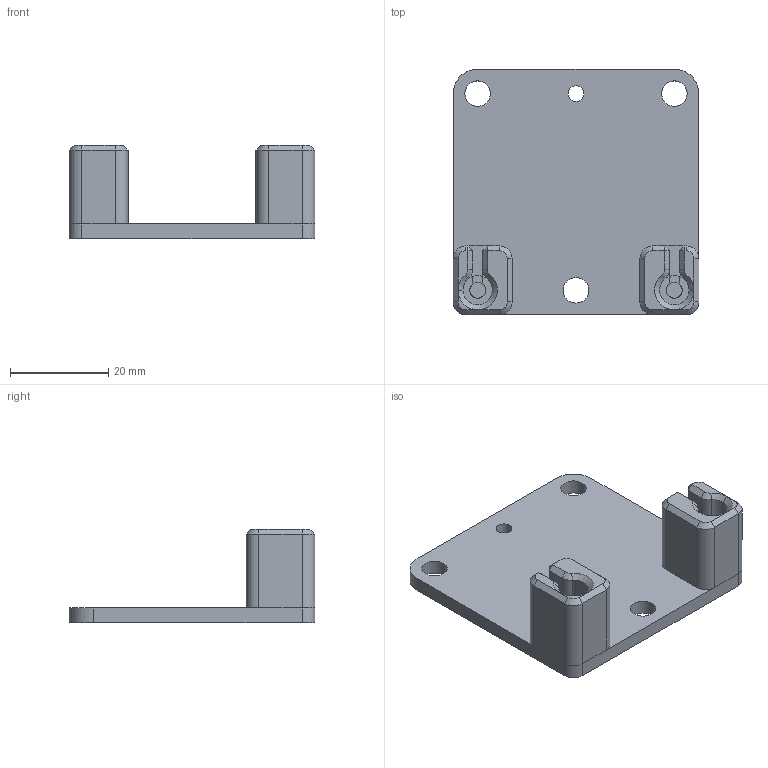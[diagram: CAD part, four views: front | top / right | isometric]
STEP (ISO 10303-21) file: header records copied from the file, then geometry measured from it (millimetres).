
FILE_DESCRIPTION(('FreeCAD Model'),'2;1');
FILE_NAME('Open CASCADE Shape Model','2022-03-19T14:32:06',('Author'),( ''),'Open CASCADE STEP processor 7.5','FreeCAD','Unknown');
FILE_SCHEMA(('AUTOMOTIVE_DESIGN { 1 0 10303 214 1 1 1 1 }'));
Length unit declared in the file: millimetre
Products named in the file (1): compact-carriage
Bounding box: 50 x 50 x 19 mm (x, y, z)
Volume: 11543.9 mm3; surface area: 7603.7 mm2
Topology: 1 solids, 1 shells, 96 faces, 232 edges, 136 vertices
Faces by surface type: plane 54, cylinder 26, cone 16
Full cylindrical faces by diameter (mm): 3.2 x3, 5.2 x3, 6 x2
Entity records: 5628 total; most frequent: CARTESIAN_POINT 1059, DIRECTION 876, LINE 508, VECTOR 508, ORIENTED_EDGE 448, PCURVE 448, DEFINITIONAL_REPRESENTATION 448, EDGE_CURVE 224
